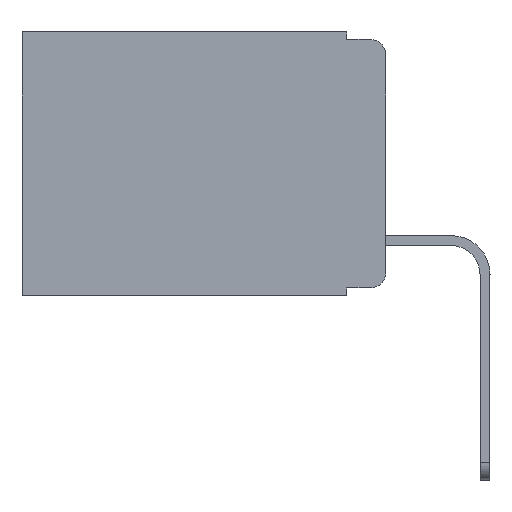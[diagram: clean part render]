
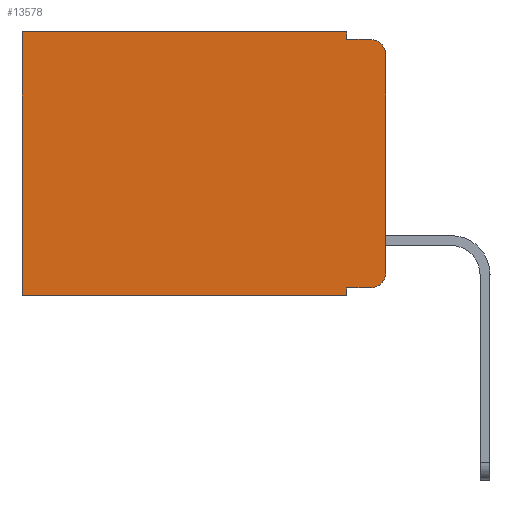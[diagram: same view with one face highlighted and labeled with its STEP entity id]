
A CAD part, left-side view. The second image highlights one B-rep face of the part: STEP entity #13578.
In plain terms, the highlighted planar face has unit normal (-1, 0, 0).
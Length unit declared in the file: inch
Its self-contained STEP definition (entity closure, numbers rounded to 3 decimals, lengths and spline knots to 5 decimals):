
#66 = LINE ( 'NONE', #18757, #11670 ) ;
#728 = VERTEX_POINT ( 'NONE', #15917 ) ;
#1470 = VECTOR ( 'NONE', #13762, 39.37008 ) ;
#1580 = AXIS2_PLACEMENT_3D ( 'NONE', #4729, #3908, #7084 ) ;
#2022 = VERTEX_POINT ( 'NONE', #16398 ) ;
#2127 = VECTOR ( 'NONE', #6306, 39.37008 ) ;
#2435 = CARTESIAN_POINT ( 'NONE',  ( 0.298, 0., 0. ) ) ;
#2711 = CARTESIAN_POINT ( 'NONE',  ( 0.298, 0.473, 0. ) ) ;
#2762 = AXIS2_PLACEMENT_3D ( 'NONE', #15558, #7679, #10767 ) ;
#2796 = AXIS2_PLACEMENT_3D ( 'NONE', #7016, #19698, #5487 ) ;
#3062 = VERTEX_POINT ( 'NONE', #10216 ) ;
#3164 = CARTESIAN_POINT ( 'NONE',  ( 0.298, 0.051, 0. ) ) ;
#3231 = ORIENTED_EDGE ( 'NONE', *, *, #6951, .F. ) ;
#3738 = ORIENTED_EDGE ( 'NONE', *, *, #11747, .T. ) ;
#3908 = DIRECTION ( 'NONE',  ( 1., 0., 0. ) ) ;
#4256 = CIRCLE ( 'NONE', #2796, 0.02 ) ;
#4359 = VECTOR ( 'NONE', #9443, 39.37008 ) ;
#4423 = EDGE_CURVE ( 'NONE', #7353, #2022, #12011, .T. ) ;
#4558 = CARTESIAN_POINT ( 'NONE',  ( 0.298, 0.051, -0.01 ) ) ;
#4725 = ORIENTED_EDGE ( 'NONE', *, *, #17345, .F. ) ;
#4729 = CARTESIAN_POINT ( 'NONE',  ( 0.298, 0., 0. ) ) ;
#5310 = CARTESIAN_POINT ( 'NONE',  ( 0.298, 0., -0.343 ) ) ;
#5487 = DIRECTION ( 'NONE',  ( 0., 0., -1. ) ) ;
#5529 = VERTEX_POINT ( 'NONE', #17288 ) ;
#5617 = ORIENTED_EDGE ( 'NONE', *, *, #15471, .T. ) ;
#5831 = FACE_OUTER_BOUND ( 'NONE', #9755, .T. ) ;
#6146 = VECTOR ( 'NONE', #10774, 39.37008 ) ;
#6306 = DIRECTION ( 'NONE',  ( 0., 0., -1. ) ) ;
#6897 = DIRECTION ( 'NONE',  ( 0., 1., 0. ) ) ;
#6951 = EDGE_CURVE ( 'NONE', #14845, #20242, #66, .T. ) ;
#7016 = CARTESIAN_POINT ( 'NONE',  ( 0.298, 0.02, -0.03 ) ) ;
#7084 = DIRECTION ( 'NONE',  ( 0., 0., -1. ) ) ;
#7353 = VERTEX_POINT ( 'NONE', #7601 ) ;
#7355 = ORIENTED_EDGE ( 'NONE', *, *, #7893, .T. ) ;
#7558 = VECTOR ( 'NONE', #18437, 39.37008 ) ;
#7601 = CARTESIAN_POINT ( 'NONE',  ( 0.298, 0.051, 0. ) ) ;
#7679 = DIRECTION ( 'NONE',  ( -1., 0., 0. ) ) ;
#7893 = EDGE_CURVE ( 'NONE', #19484, #20263, #9401, .T. ) ;
#7944 = DIRECTION ( 'NONE',  ( 0., 0., -1. ) ) ;
#8984 = ORIENTED_EDGE ( 'NONE', *, *, #13760, .T. ) ;
#9192 = CARTESIAN_POINT ( 'NONE',  ( 0.298, 0., 0. ) ) ;
#9401 = LINE ( 'NONE', #2711, #1470 ) ;
#9443 = DIRECTION ( 'NONE',  ( 0., -1., 0. ) ) ;
#9586 = VECTOR ( 'NONE', #14536, 39.37008 ) ;
#9755 = EDGE_LOOP ( 'NONE', ( #4725, #5617, #13531, #13872, #8984, #7355, #12679, #3231, #3738, #19324 ) ) ;
#10216 = CARTESIAN_POINT ( 'NONE',  ( 0.298, 0.02, -0.333 ) ) ;
#10767 = DIRECTION ( 'NONE',  ( 0., 0., -1. ) ) ;
#10774 = DIRECTION ( 'NONE',  ( 0., 0., -1. ) ) ;
#10822 = LINE ( 'NONE', #9192, #6146 ) ;
#11670 = VECTOR ( 'NONE', #7944, 39.37008 ) ;
#11747 = EDGE_CURVE ( 'NONE', #14845, #3062, #15459, .T. ) ;
#12011 = LINE ( 'NONE', #3164, #2127 ) ;
#12660 = EDGE_CURVE ( 'NONE', #3062, #5529, #19903, .T. ) ;
#12679 = ORIENTED_EDGE ( 'NONE', *, *, #14815, .F. ) ;
#12834 = EDGE_CURVE ( 'NONE', #2022, #18086, #18170, .T. ) ;
#12935 = LINE ( 'NONE', #5310, #15370 ) ;
#13229 = LINE ( 'NONE', #2435, #7558 ) ;
#13531 = ORIENTED_EDGE ( 'NONE', *, *, #12834, .F. ) ;
#13578 = ADVANCED_FACE ( 'NONE', ( #5831 ), #18858, .F. ) ;
#13760 = EDGE_CURVE ( 'NONE', #7353, #19484, #13229, .T. ) ;
#13762 = DIRECTION ( 'NONE',  ( 0., 0., -1. ) ) ;
#13872 = ORIENTED_EDGE ( 'NONE', *, *, #4423, .F. ) ;
#14118 = CARTESIAN_POINT ( 'NONE',  ( 0.298, 0.473, -0.343 ) ) ;
#14536 = DIRECTION ( 'NONE',  ( 0., -1., 0. ) ) ;
#14815 = EDGE_CURVE ( 'NONE', #20242, #20263, #12935, .T. ) ;
#14845 = VERTEX_POINT ( 'NONE', #14861 ) ;
#14861 = CARTESIAN_POINT ( 'NONE',  ( 0.298, 0.051, -0.333 ) ) ;
#15113 = CARTESIAN_POINT ( 'NONE',  ( 0.298, 0.473, 0. ) ) ;
#15370 = VECTOR ( 'NONE', #6897, 39.37008 ) ;
#15425 = CARTESIAN_POINT ( 'NONE',  ( 0.298, 0.051, -0.343 ) ) ;
#15459 = LINE ( 'NONE', #19236, #9586 ) ;
#15471 = EDGE_CURVE ( 'NONE', #728, #18086, #4256, .T. ) ;
#15558 = CARTESIAN_POINT ( 'NONE',  ( 0.298, 0.02, -0.313 ) ) ;
#15917 = CARTESIAN_POINT ( 'NONE',  ( 0.298, 0., -0.03 ) ) ;
#16022 = CARTESIAN_POINT ( 'NONE',  ( 0.298, 0.02, -0.01 ) ) ;
#16398 = CARTESIAN_POINT ( 'NONE',  ( 0.298, 0.051, -0.01 ) ) ;
#17288 = CARTESIAN_POINT ( 'NONE',  ( 0.298, 0., -0.313 ) ) ;
#17345 = EDGE_CURVE ( 'NONE', #728, #5529, #10822, .T. ) ;
#18086 = VERTEX_POINT ( 'NONE', #16022 ) ;
#18170 = LINE ( 'NONE', #4558, #4359 ) ;
#18437 = DIRECTION ( 'NONE',  ( 0., 1., 0. ) ) ;
#18757 = CARTESIAN_POINT ( 'NONE',  ( 0.298, 0.051, 0. ) ) ;
#18858 = PLANE ( 'NONE',  #1580 ) ;
#19236 = CARTESIAN_POINT ( 'NONE',  ( 0.298, 0.051, -0.333 ) ) ;
#19324 = ORIENTED_EDGE ( 'NONE', *, *, #12660, .T. ) ;
#19484 = VERTEX_POINT ( 'NONE', #15113 ) ;
#19698 = DIRECTION ( 'NONE',  ( -1., 0., 0. ) ) ;
#19903 = CIRCLE ( 'NONE', #2762, 0.02 ) ;
#20242 = VERTEX_POINT ( 'NONE', #15425 ) ;
#20263 = VERTEX_POINT ( 'NONE', #14118 ) ;
